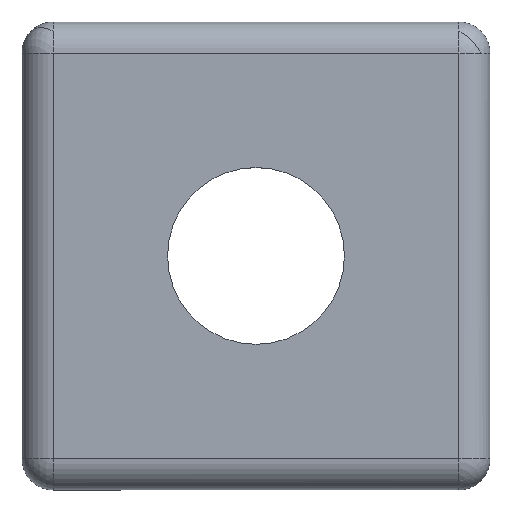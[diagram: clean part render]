
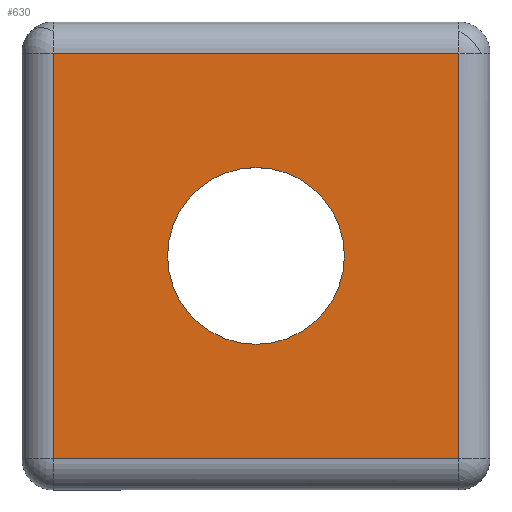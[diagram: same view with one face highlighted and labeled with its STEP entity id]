
A CAD part, top view. The second image highlights one B-rep face of the part: STEP entity #630.
In plain terms, the highlighted planar face has unit normal (0, 0, 1).
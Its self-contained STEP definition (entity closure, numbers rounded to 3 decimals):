
#24 = FACE_BOUND ( 'NONE', #1386, .T. ) ;
#44 = EDGE_CURVE ( 'NONE', #2098, #821, #693, .T. ) ;
#47 = VECTOR ( 'NONE', #1470, 1000. ) ;
#66 = CARTESIAN_POINT ( 'NONE',  ( 19.5, 19.5, 4. ) ) ;
#70 = DIRECTION ( 'NONE',  ( 0., -1., 0. ) ) ;
#159 = EDGE_CURVE ( 'NONE', #1361, #1035, #1107, .T. ) ;
#169 = AXIS2_PLACEMENT_3D ( 'NONE', #1773, #747, #1621 ) ;
#224 = CARTESIAN_POINT ( 'NONE',  ( -19.5, -19.5, 4. ) ) ;
#318 = CARTESIAN_POINT ( 'NONE',  ( -19.5, 22.5, 4. ) ) ;
#345 = ORIENTED_EDGE ( 'NONE', *, *, #159, .F. ) ;
#359 = DIRECTION ( 'NONE',  ( 1., 0., 0. ) ) ;
#371 = CARTESIAN_POINT ( 'NONE',  ( 8.5, 0., 4. ) ) ;
#475 = VERTEX_POINT ( 'NONE', #224 ) ;
#486 = VECTOR ( 'NONE', #1012, 1000. ) ;
#562 = CARTESIAN_POINT ( 'NONE',  ( 19.5, 22.5, 4. ) ) ;
#630 = ADVANCED_FACE ( 'NONE', ( #1784, #24 ), #698, .F. ) ;
#693 = LINE ( 'NONE', #562, #872 ) ;
#698 = PLANE ( 'NONE',  #1406 ) ;
#747 = DIRECTION ( 'NONE',  ( 0., 0., 1. ) ) ;
#791 = CARTESIAN_POINT ( 'NONE',  ( -8.5, 0., 4. ) ) ;
#821 = VERTEX_POINT ( 'NONE', #1600 ) ;
#872 = VECTOR ( 'NONE', #70, 1000. ) ;
#995 = CIRCLE ( 'NONE', #169, 8.5 ) ;
#1012 = DIRECTION ( 'NONE',  ( -1., 0., 0. ) ) ;
#1035 = VERTEX_POINT ( 'NONE', #371 ) ;
#1066 = DIRECTION ( 'NONE',  ( 0., 0., -1. ) ) ;
#1073 = ORIENTED_EDGE ( 'NONE', *, *, #1232, .F. ) ;
#1107 = CIRCLE ( 'NONE', #2089, 8.5 ) ;
#1232 = EDGE_CURVE ( 'NONE', #1035, #1361, #995, .T. ) ;
#1256 = VECTOR ( 'NONE', #359, 1000. ) ;
#1264 = CARTESIAN_POINT ( 'NONE',  ( 0., 0., 4. ) ) ;
#1353 = EDGE_CURVE ( 'NONE', #475, #1899, #1940, .T. ) ;
#1361 = VERTEX_POINT ( 'NONE', #791 ) ;
#1371 = CARTESIAN_POINT ( 'NONE',  ( -22.5, 19.5, 4. ) ) ;
#1386 = EDGE_LOOP ( 'NONE', ( #345, #1073 ) ) ;
#1390 = CARTESIAN_POINT ( 'NONE',  ( -22.5, 22.5, 4. ) ) ;
#1393 = ORIENTED_EDGE ( 'NONE', *, *, #44, .F. ) ;
#1406 = AXIS2_PLACEMENT_3D ( 'NONE', #1390, #1066, #2086 ) ;
#1419 = EDGE_CURVE ( 'NONE', #821, #475, #1807, .T. ) ;
#1432 = ORIENTED_EDGE ( 'NONE', *, *, #1419, .F. ) ;
#1470 = DIRECTION ( 'NONE',  ( 0., 1., 0. ) ) ;
#1484 = CARTESIAN_POINT ( 'NONE',  ( -19.5, 19.5, 4. ) ) ;
#1513 = ORIENTED_EDGE ( 'NONE', *, *, #1996, .F. ) ;
#1600 = CARTESIAN_POINT ( 'NONE',  ( 19.5, -19.5, 4. ) ) ;
#1621 = DIRECTION ( 'NONE',  ( -1., 0., 0. ) ) ;
#1705 = LINE ( 'NONE', #1371, #1256 ) ;
#1773 = CARTESIAN_POINT ( 'NONE',  ( 0., 0., 4. ) ) ;
#1784 = FACE_OUTER_BOUND ( 'NONE', #1866, .T. ) ;
#1807 = LINE ( 'NONE', #1854, #486 ) ;
#1854 = CARTESIAN_POINT ( 'NONE',  ( -22.5, -19.5, 4. ) ) ;
#1866 = EDGE_LOOP ( 'NONE', ( #1432, #1393, #1513, #2036 ) ) ;
#1899 = VERTEX_POINT ( 'NONE', #1484 ) ;
#1918 = DIRECTION ( 'NONE',  ( -1., 0., 0. ) ) ;
#1926 = DIRECTION ( 'NONE',  ( 0., 0., 1. ) ) ;
#1940 = LINE ( 'NONE', #318, #47 ) ;
#1996 = EDGE_CURVE ( 'NONE', #1899, #2098, #1705, .T. ) ;
#2036 = ORIENTED_EDGE ( 'NONE', *, *, #1353, .F. ) ;
#2086 = DIRECTION ( 'NONE',  ( -1., 0., 0. ) ) ;
#2089 = AXIS2_PLACEMENT_3D ( 'NONE', #1264, #1926, #1918 ) ;
#2098 = VERTEX_POINT ( 'NONE', #66 ) ;
